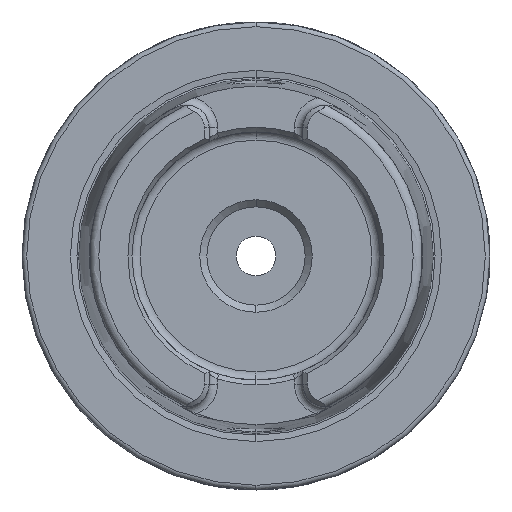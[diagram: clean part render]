
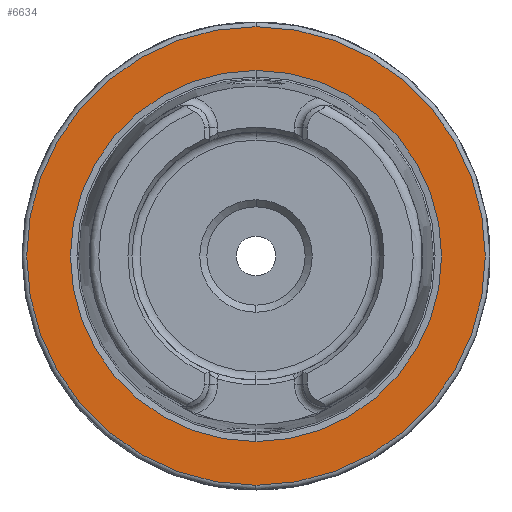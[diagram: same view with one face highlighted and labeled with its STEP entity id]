
A CAD part, left-side view. The second image highlights one B-rep face of the part: STEP entity #6634.
In plain terms, the highlighted planar face has unit normal (-1, 0, 0).
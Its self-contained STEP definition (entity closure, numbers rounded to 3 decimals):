
#84 = DIRECTION ( 'NONE',  ( 1., 0., 0. ) ) ;
#707 = FACE_BOUND ( 'NONE', #4044, .T. ) ;
#1143 = DIRECTION ( 'NONE',  ( -1., 0., 0. ) ) ;
#1164 = ORIENTED_EDGE ( 'NONE', *, *, #10621, .F. ) ;
#1746 = ORIENTED_EDGE ( 'NONE', *, *, #7448, .T. ) ;
#2118 = CIRCLE ( 'NONE', #11514, 49. ) ;
#2262 = VERTEX_POINT ( 'NONE', #6904 ) ;
#2428 = CIRCLE ( 'NONE', #6364, 39.647 ) ;
#2799 = EDGE_CURVE ( 'NONE', #10933, #10915, #10101, .T. ) ;
#2987 = DIRECTION ( 'NONE',  ( 1., 0., 0. ) ) ;
#3307 = AXIS2_PLACEMENT_3D ( 'NONE', #8544, #2987, #9469 ) ;
#3484 = ORIENTED_EDGE ( 'NONE', *, *, #2799, .T. ) ;
#4044 = EDGE_LOOP ( 'NONE', ( #3484, #1746 ) ) ;
#4130 = CARTESIAN_POINT ( 'NONE',  ( 0., 0., 0. ) ) ;
#4804 = DIRECTION ( 'NONE',  ( 1., 0., 0. ) ) ;
#4841 = CARTESIAN_POINT ( 'NONE',  ( 0., -39.647, 0. ) ) ;
#5081 = DIRECTION ( 'NONE',  ( 0., 0., 1. ) ) ;
#5642 = CARTESIAN_POINT ( 'NONE',  ( 0., 0., 0. ) ) ;
#6364 = AXIS2_PLACEMENT_3D ( 'NONE', #4130, #10582, #5081 ) ;
#6567 = DIRECTION ( 'NONE',  ( 0., 0., 1. ) ) ;
#6604 = CARTESIAN_POINT ( 'NONE',  ( 0., 0., -49. ) ) ;
#6634 = ADVANCED_FACE ( 'NONE', ( #707, #10813 ), #6695, .T. ) ;
#6695 = PLANE ( 'NONE',  #9286 ) ;
#6886 = CIRCLE ( 'NONE', #3307, 49. ) ;
#6904 = CARTESIAN_POINT ( 'NONE',  ( 0., 0., 49. ) ) ;
#7162 = EDGE_CURVE ( 'NONE', #7228, #2262, #2118, .T. ) ;
#7228 = VERTEX_POINT ( 'NONE', #6604 ) ;
#7448 = EDGE_CURVE ( 'NONE', #10915, #10933, #2428, .T. ) ;
#7621 = DIRECTION ( 'NONE',  ( 0., 0., -1. ) ) ;
#8481 = CARTESIAN_POINT ( 'NONE',  ( 0., 0., 39.647 ) ) ;
#8544 = CARTESIAN_POINT ( 'NONE',  ( 0., 0., 0. ) ) ;
#9066 = ORIENTED_EDGE ( 'NONE', *, *, #7162, .F. ) ;
#9286 = AXIS2_PLACEMENT_3D ( 'NONE', #4841, #1143, #7621 ) ;
#9469 = DIRECTION ( 'NONE',  ( 0., 0., 1. ) ) ;
#10101 = CIRCLE ( 'NONE', #10403, 39.647 ) ;
#10305 = CARTESIAN_POINT ( 'NONE',  ( 0., 0., 0. ) ) ;
#10353 = CARTESIAN_POINT ( 'NONE',  ( 0., 0., -39.647 ) ) ;
#10403 = AXIS2_PLACEMENT_3D ( 'NONE', #10305, #4804, #11239 ) ;
#10582 = DIRECTION ( 'NONE',  ( 1., 0., 0. ) ) ;
#10621 = EDGE_CURVE ( 'NONE', #2262, #7228, #6886, .T. ) ;
#10813 = FACE_OUTER_BOUND ( 'NONE', #10905, .T. ) ;
#10905 = EDGE_LOOP ( 'NONE', ( #1164, #9066 ) ) ;
#10915 = VERTEX_POINT ( 'NONE', #8481 ) ;
#10933 = VERTEX_POINT ( 'NONE', #10353 ) ;
#11239 = DIRECTION ( 'NONE',  ( 0., 0., 1. ) ) ;
#11514 = AXIS2_PLACEMENT_3D ( 'NONE', #5642, #84, #6567 ) ;
